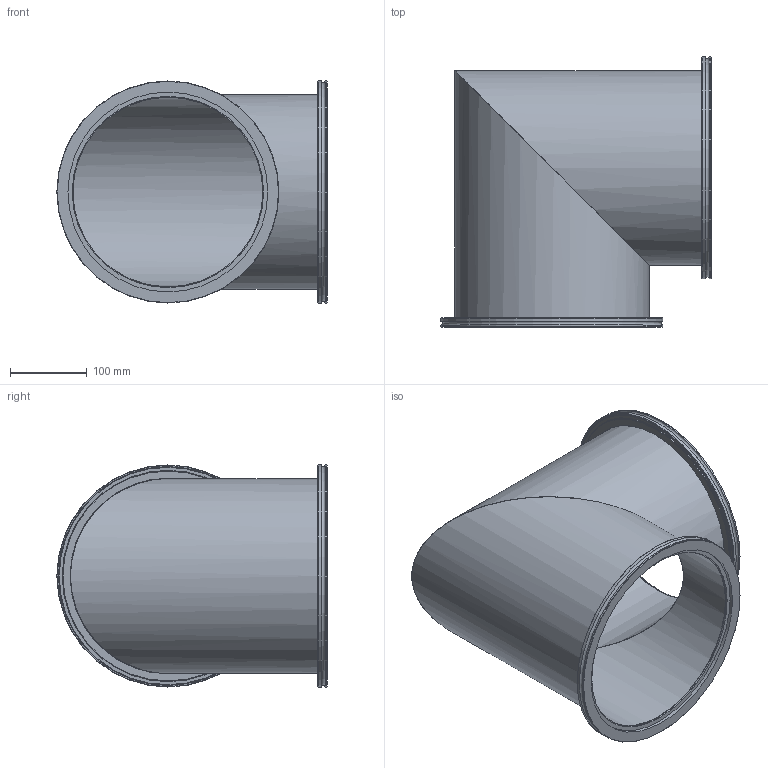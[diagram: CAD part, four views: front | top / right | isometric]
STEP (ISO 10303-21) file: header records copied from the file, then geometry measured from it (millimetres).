
FILE_DESCRIPTION(/* description */ (''),/* implementation_level */ '2;1');
FILE_NAME(/* name */ 'FL-EM250LF-208.stp',/* time_stamp */ '2018-12-06T12:03:28+00:00',/* author */ ('paul'),/* organization */ (''),/* preprocessor_version */ 'ST-DEVELOPER v17.2',/* originating_system */ 'Autodesk Inventor 2019',/* authorisation */ '');
FILE_SCHEMA (('AUTOMOTIVE_DESIGN { 1 0 10303 214 3 1 1 }'));
Length unit declared in the file: millimetre
Products named in the file (3): FL-EM250LF-208; FL-250LF-W; tube
Assembly tree (4 placements, depth 2):
  FL-EM250LF-208
    tube  x2
    FL-250LF-W  x2
Bounding box: 353 x 353 x 290 mm (x, y, z)
Volume: 1264048.4 mm3; surface area: 765619.1 mm2
Topology: 4 solids, 4 shells, 50 faces, 116 edges, 82 vertices
Faces by surface type: cylinder 18, plane 16, torus 10, cone 6
Full cylindrical faces by diameter (mm): 248 x2, 250 x2, 254 x2, 255 x2, 261 x2, 275 x2, 285 x2, 290 x4
Entity records: 892 total; most frequent: DIRECTION 168, CARTESIAN_POINT 131, ORIENTED_EDGE 116, AXIS2_PLACEMENT_3D 78, EDGE_CURVE 58, CIRCLE 42, VERTEX_POINT 41, EDGE_LOOP 33
